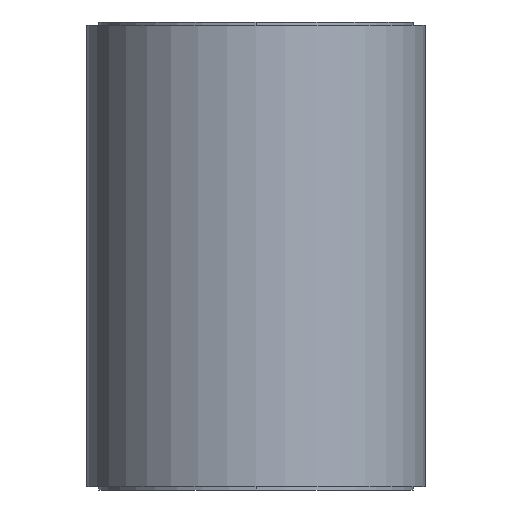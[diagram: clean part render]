
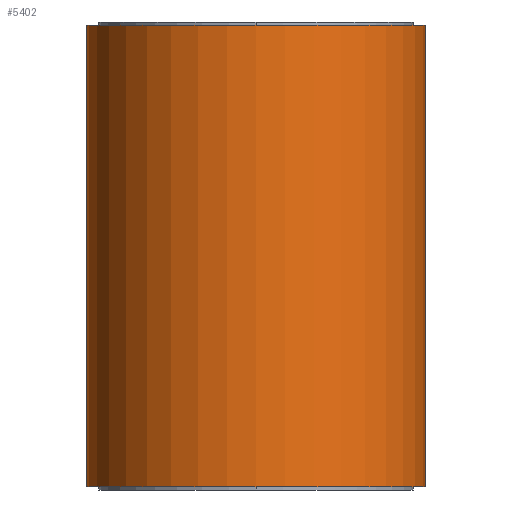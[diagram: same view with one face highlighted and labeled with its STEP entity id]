
A CAD part, front view. The second image highlights one B-rep face of the part: STEP entity #5402.
In plain terms, the highlighted cylindrical face has radius 14 mm (diameter 28 mm), a partial arc.
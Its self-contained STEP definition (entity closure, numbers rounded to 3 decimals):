
#143 = CARTESIAN_POINT ( 'NONE',  ( -13.52, 5.091, 61.029 ) ) ;
#172 = VERTEX_POINT ( 'NONE', #5164 ) ;
#635 = DIRECTION ( 'NONE',  ( 0., 0., 1. ) ) ;
#783 = DIRECTION ( 'NONE',  ( 1., 0., 0. ) ) ;
#804 = LINE ( 'NONE', #2961, #5812 ) ;
#1187 = ORIENTED_EDGE ( 'NONE', *, *, #6589, .T. ) ;
#1193 = DIRECTION ( 'NONE',  ( 1., 0., 0. ) ) ;
#1840 = CARTESIAN_POINT ( 'NONE',  ( -27.52, 5.091, 61.029 ) ) ;
#2007 = ORIENTED_EDGE ( 'NONE', *, *, #2555, .T. ) ;
#2068 = CARTESIAN_POINT ( 'NONE',  ( -41.52, 5.091, 61.939 ) ) ;
#2142 = AXIS2_PLACEMENT_3D ( 'NONE', #3617, #6752, #6186 ) ;
#2485 = DIRECTION ( 'NONE',  ( 0., 0., 1. ) ) ;
#2555 = EDGE_CURVE ( 'NONE', #172, #3379, #4913, .T. ) ;
#2595 = ORIENTED_EDGE ( 'NONE', *, *, #5726, .T. ) ;
#2907 = EDGE_LOOP ( 'NONE', ( #5658, #1187, #2007, #2595 ) ) ;
#2945 = AXIS2_PLACEMENT_3D ( 'NONE', #6595, #3320, #1193 ) ;
#2961 = CARTESIAN_POINT ( 'NONE',  ( -41.52, 5.091, 61.029 ) ) ;
#3059 = CIRCLE ( 'NONE', #2945, 14. ) ;
#3320 = DIRECTION ( 'NONE',  ( 0., 0., -1. ) ) ;
#3379 = VERTEX_POINT ( 'NONE', #3999 ) ;
#3617 = CARTESIAN_POINT ( 'NONE',  ( -27.52, 5.091, 61.939 ) ) ;
#3729 = CIRCLE ( 'NONE', #2142, 14. ) ;
#3755 = EDGE_CURVE ( 'NONE', #3870, #6950, #804, .T. ) ;
#3870 = VERTEX_POINT ( 'NONE', #2068 ) ;
#3888 = CARTESIAN_POINT ( 'NONE',  ( -41.52, 5.091, 100.139 ) ) ;
#3999 = CARTESIAN_POINT ( 'NONE',  ( -13.52, 5.091, 100.139 ) ) ;
#4163 = DIRECTION ( 'NONE',  ( 0., 0., 1. ) ) ;
#4193 = CYLINDRICAL_SURFACE ( 'NONE', #4197, 14. ) ;
#4197 = AXIS2_PLACEMENT_3D ( 'NONE', #1840, #2485, #783 ) ;
#4604 = VECTOR ( 'NONE', #635, 1000. ) ;
#4913 = LINE ( 'NONE', #143, #4604 ) ;
#5164 = CARTESIAN_POINT ( 'NONE',  ( -13.52, 5.091, 61.939 ) ) ;
#5402 = ADVANCED_FACE ( 'NONE', ( #6868 ), #4193, .T. ) ;
#5658 = ORIENTED_EDGE ( 'NONE', *, *, #3755, .F. ) ;
#5726 = EDGE_CURVE ( 'NONE', #3379, #6950, #3059, .T. ) ;
#5812 = VECTOR ( 'NONE', #4163, 1000. ) ;
#6186 = DIRECTION ( 'NONE',  ( -1., 0., 0. ) ) ;
#6589 = EDGE_CURVE ( 'NONE', #3870, #172, #3729, .T. ) ;
#6595 = CARTESIAN_POINT ( 'NONE',  ( -27.52, 5.091, 100.139 ) ) ;
#6752 = DIRECTION ( 'NONE',  ( 0., 0., 1. ) ) ;
#6868 = FACE_OUTER_BOUND ( 'NONE', #2907, .T. ) ;
#6950 = VERTEX_POINT ( 'NONE', #3888 ) ;
